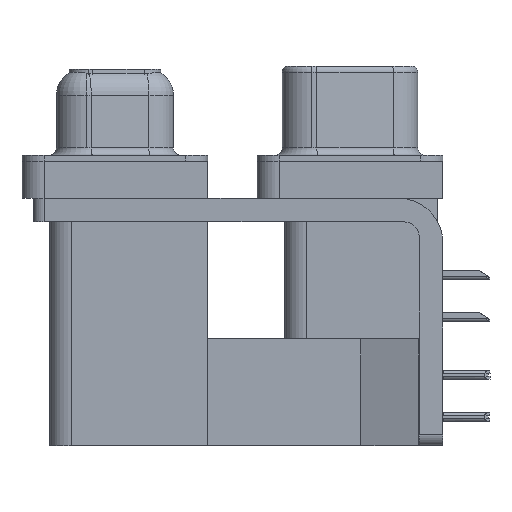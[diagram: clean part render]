
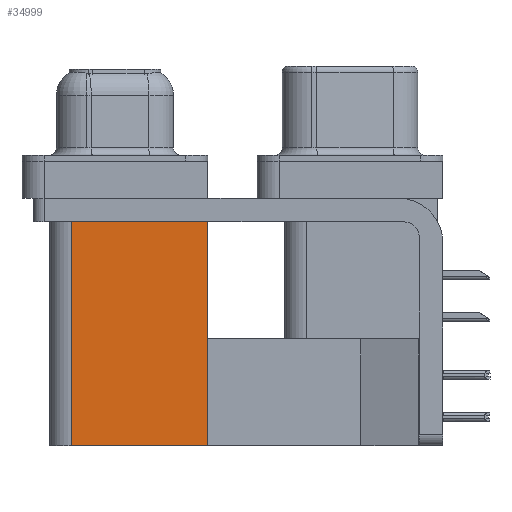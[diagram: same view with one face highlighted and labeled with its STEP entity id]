
A CAD part, left-side view. The second image highlights one B-rep face of the part: STEP entity #34999.
In plain terms, the highlighted planar face has unit normal (-1, 0, 0).
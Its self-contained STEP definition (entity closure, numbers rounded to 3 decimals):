
#1287 = VECTOR ( 'NONE', #12495, 1000. ) ;
#1870 = VERTEX_POINT ( 'NONE', #33567 ) ;
#1931 = EDGE_LOOP ( 'NONE', ( #14105, #12260, #12336, #13192 ) ) ;
#2349 = LINE ( 'NONE', #11219, #1287 ) ;
#4574 = CARTESIAN_POINT ( 'NONE',  ( 3.79, 9.6, -19.2 ) ) ;
#5199 = VECTOR ( 'NONE', #8222, 1000. ) ;
#7989 = EDGE_CURVE ( 'NONE', #1870, #17327, #22541, .T. ) ;
#8222 = DIRECTION ( 'NONE',  ( 0., 0., 1. ) ) ;
#10675 = CARTESIAN_POINT ( 'NONE',  ( 3.79, 9.6, -19.2 ) ) ;
#11171 = VERTEX_POINT ( 'NONE', #28594 ) ;
#11219 = CARTESIAN_POINT ( 'NONE',  ( 3.79, 9.6, -2.5 ) ) ;
#12260 = ORIENTED_EDGE ( 'NONE', *, *, #7989, .F. ) ;
#12294 = VECTOR ( 'NONE', #33629, 1000. ) ;
#12336 = ORIENTED_EDGE ( 'NONE', *, *, #14756, .F. ) ;
#12495 = DIRECTION ( 'NONE',  ( 0., 1., 0. ) ) ;
#13192 = ORIENTED_EDGE ( 'NONE', *, *, #13952, .T. ) ;
#13952 = EDGE_CURVE ( 'NONE', #11171, #22366, #21787, .T. ) ;
#14105 = ORIENTED_EDGE ( 'NONE', *, *, #18506, .T. ) ;
#14756 = EDGE_CURVE ( 'NONE', #11171, #1870, #31620, .T. ) ;
#16874 = CARTESIAN_POINT ( 'NONE',  ( 3.79, 18.8, -19.2 ) ) ;
#17318 = CARTESIAN_POINT ( 'NONE',  ( 3.79, 9.6, -19.2 ) ) ;
#17327 = VERTEX_POINT ( 'NONE', #35911 ) ;
#18506 = EDGE_CURVE ( 'NONE', #22366, #17327, #2349, .T. ) ;
#21787 = LINE ( 'NONE', #10675, #12294 ) ;
#22366 = VERTEX_POINT ( 'NONE', #26702 ) ;
#22541 = LINE ( 'NONE', #16874, #5199 ) ;
#25259 = DIRECTION ( 'NONE',  ( 0., 1., 0. ) ) ;
#26351 = DIRECTION ( 'NONE',  ( 0., 1., 0. ) ) ;
#26702 = CARTESIAN_POINT ( 'NONE',  ( 3.79, 9.6, -2.5 ) ) ;
#27349 = PLANE ( 'NONE',  #36751 ) ;
#28071 = DIRECTION ( 'NONE',  ( 1., 0., 0. ) ) ;
#28594 = CARTESIAN_POINT ( 'NONE',  ( 3.79, 9.6, -19.2 ) ) ;
#29734 = VECTOR ( 'NONE', #26351, 1000. ) ;
#31620 = LINE ( 'NONE', #17318, #29734 ) ;
#33567 = CARTESIAN_POINT ( 'NONE',  ( 3.79, 18.8, -19.2 ) ) ;
#33629 = DIRECTION ( 'NONE',  ( 0., 0., 1. ) ) ;
#33919 = FACE_OUTER_BOUND ( 'NONE', #1931, .T. ) ;
#34999 = ADVANCED_FACE ( 'NONE', ( #33919 ), #27349, .F. ) ;
#35911 = CARTESIAN_POINT ( 'NONE',  ( 3.79, 18.8, -2.5 ) ) ;
#36751 = AXIS2_PLACEMENT_3D ( 'NONE', #4574, #28071, #25259 ) ;
